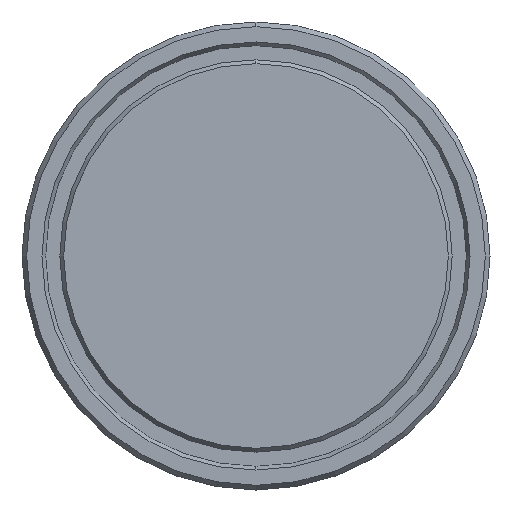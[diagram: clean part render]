
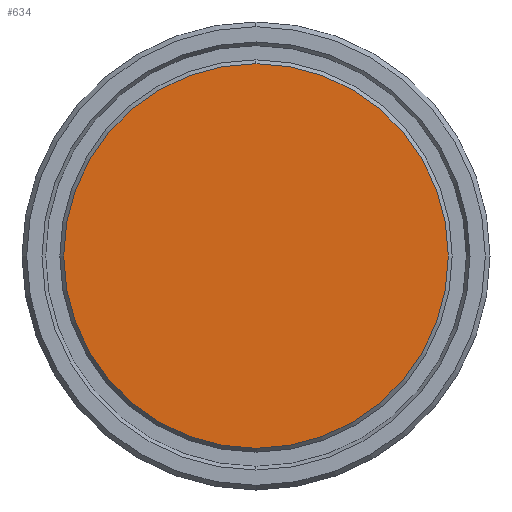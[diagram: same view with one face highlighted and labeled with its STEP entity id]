
A CAD part, left-side view. The second image highlights one B-rep face of the part: STEP entity #634.
In plain terms, the highlighted planar face has unit normal (-1, 0, 0).
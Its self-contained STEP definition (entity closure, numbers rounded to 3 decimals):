
#15 = DIRECTION ( 'NONE',  ( 0., 0., 1. ) ) ;
#76 = VERTEX_POINT ( 'NONE', #386 ) ;
#163 = CARTESIAN_POINT ( 'NONE',  ( -1.079, 0., 0. ) ) ;
#176 = AXIS2_PLACEMENT_3D ( 'NONE', #476, #581, #15 ) ;
#186 = VERTEX_POINT ( 'NONE', #345 ) ;
#191 = FACE_OUTER_BOUND ( 'NONE', #397, .T. ) ;
#195 = CARTESIAN_POINT ( 'NONE',  ( -1.079, 0., 0. ) ) ;
#214 = EDGE_CURVE ( 'NONE', #76, #186, #269, .T. ) ;
#234 = DIRECTION ( 'NONE',  ( 1., 0., 0. ) ) ;
#269 = CIRCLE ( 'NONE', #487, 40.634 ) ;
#325 = EDGE_CURVE ( 'NONE', #186, #76, #518, .T. ) ;
#340 = ORIENTED_EDGE ( 'NONE', *, *, #214, .T. ) ;
#345 = CARTESIAN_POINT ( 'NONE',  ( -1.079, 0., -40.634 ) ) ;
#354 = DIRECTION ( 'NONE',  ( 0., 0., 1. ) ) ;
#374 = ORIENTED_EDGE ( 'NONE', *, *, #325, .T. ) ;
#386 = CARTESIAN_POINT ( 'NONE',  ( -1.079, 0., 40.634 ) ) ;
#388 = PLANE ( 'NONE',  #408 ) ;
#397 = EDGE_LOOP ( 'NONE', ( #374, #340 ) ) ;
#408 = AXIS2_PLACEMENT_3D ( 'NONE', #195, #234, #422 ) ;
#422 = DIRECTION ( 'NONE',  ( 0., 0., -1. ) ) ;
#476 = CARTESIAN_POINT ( 'NONE',  ( -1.079, 0., 0. ) ) ;
#487 = AXIS2_PLACEMENT_3D ( 'NONE', #163, #613, #354 ) ;
#518 = CIRCLE ( 'NONE', #176, 40.634 ) ;
#581 = DIRECTION ( 'NONE',  ( -1., 0., 0. ) ) ;
#613 = DIRECTION ( 'NONE',  ( -1., 0., 0. ) ) ;
#634 = ADVANCED_FACE ( 'NONE', ( #191 ), #388, .F. ) ;
